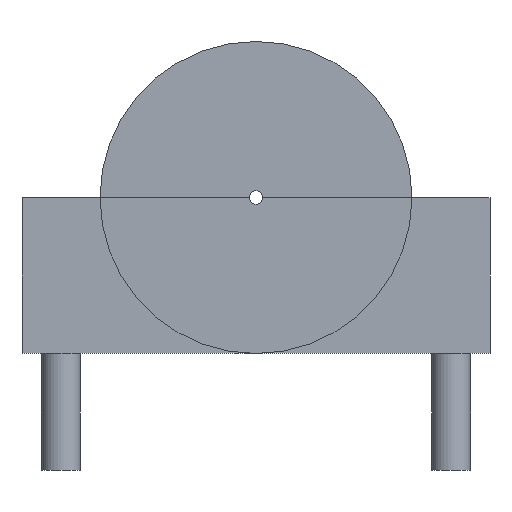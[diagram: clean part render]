
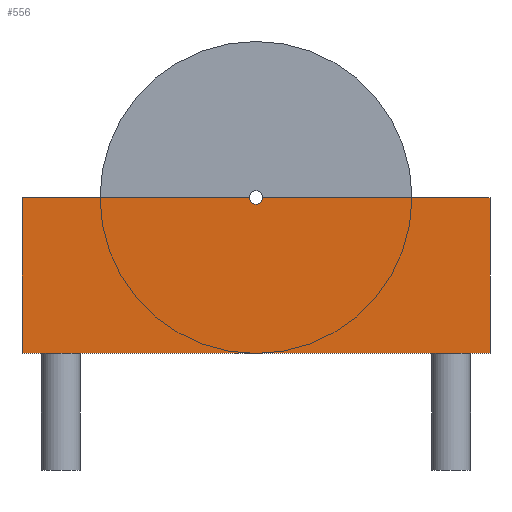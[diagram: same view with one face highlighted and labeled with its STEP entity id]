
A CAD part, left-side view. The second image highlights one B-rep face of the part: STEP entity #556.
In plain terms, the highlighted planar face has unit normal (-1, 0, 0).
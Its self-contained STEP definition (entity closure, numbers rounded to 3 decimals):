
#47=PLANE('',#631);
#94=FACE_OUTER_BOUND('',#141,.T.);
#141=EDGE_LOOP('',(#422,#423,#424,#425,#426,#427));
#197=CIRCLE('',#628,0.171);
#235=LINE('',#926,#269);
#236=LINE('',#928,#270);
#237=LINE('',#930,#271);
#238=LINE('',#932,#272);
#239=LINE('',#933,#273);
#269=VECTOR('',#726,10.);
#270=VECTOR('',#727,10.);
#271=VECTOR('',#728,10.);
#272=VECTOR('',#729,10.);
#273=VECTOR('',#730,10.);
#300=VERTEX_POINT('',#911);
#302=VERTEX_POINT('',#915);
#305=VERTEX_POINT('',#925);
#306=VERTEX_POINT('',#927);
#307=VERTEX_POINT('',#929);
#308=VERTEX_POINT('',#931);
#348=EDGE_CURVE('',#300,#302,#197,.T.);
#352=EDGE_CURVE('',#305,#302,#235,.T.);
#353=EDGE_CURVE('',#306,#305,#236,.T.);
#354=EDGE_CURVE('',#306,#307,#237,.T.);
#355=EDGE_CURVE('',#307,#308,#238,.T.);
#356=EDGE_CURVE('',#300,#308,#239,.T.);
#422=ORIENTED_EDGE('',*,*,#348,.T.);
#423=ORIENTED_EDGE('',*,*,#352,.F.);
#424=ORIENTED_EDGE('',*,*,#353,.F.);
#425=ORIENTED_EDGE('',*,*,#354,.T.);
#426=ORIENTED_EDGE('',*,*,#355,.T.);
#427=ORIENTED_EDGE('',*,*,#356,.F.);
#556=ADVANCED_FACE('',(#94),#47,.T.);
#628=AXIS2_PLACEMENT_3D('',#917,#716,#717);
#631=AXIS2_PLACEMENT_3D('',#924,#724,#725);
#716=DIRECTION('center_axis',(1.,0.,0.));
#717=DIRECTION('ref_axis',(0.,1.,0.));
#724=DIRECTION('center_axis',(-1.,0.,0.));
#725=DIRECTION('ref_axis',(0.,-1.,0.));
#726=DIRECTION('',(0.,-1.,0.));
#727=DIRECTION('',(0.,0.,1.));
#728=DIRECTION('',(0.,-1.,0.));
#729=DIRECTION('',(0.,0.,1.));
#730=DIRECTION('',(0.,-1.,0.));
#911=CARTESIAN_POINT('',(-10.,-0.171,7.));
#915=CARTESIAN_POINT('',(-10.,0.171,7.));
#917=CARTESIAN_POINT('Origin',(-10.,0.,7.));
#924=CARTESIAN_POINT('Origin',(-10.,6.,3.));
#925=CARTESIAN_POINT('',(-10.,6.,7.));
#926=CARTESIAN_POINT('',(-10.,6.,7.));
#927=CARTESIAN_POINT('',(-10.,6.,3.));
#928=CARTESIAN_POINT('',(-10.,6.,3.));
#929=CARTESIAN_POINT('',(-10.,-6.,3.));
#930=CARTESIAN_POINT('',(-10.,6.,3.));
#931=CARTESIAN_POINT('',(-10.,-6.,7.));
#932=CARTESIAN_POINT('',(-10.,-6.,3.));
#933=CARTESIAN_POINT('',(-10.,6.,7.));
